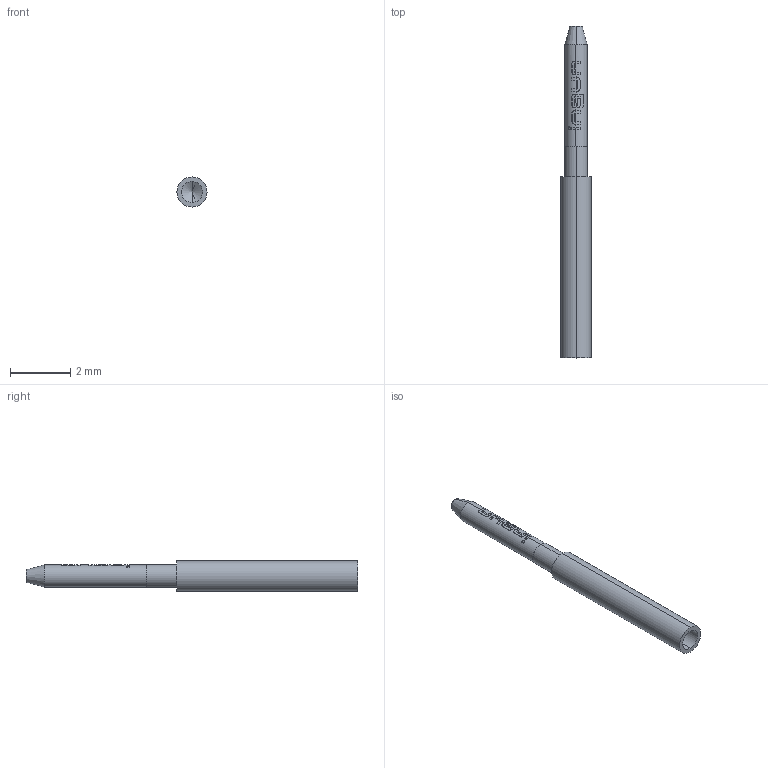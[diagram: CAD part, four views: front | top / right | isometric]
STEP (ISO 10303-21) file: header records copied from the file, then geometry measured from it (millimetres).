
FILE_DESCRIPTION (( 'STEP AP203' ), '1' );
FILE_NAME ('INGUN_SE-111.STEP', '2022-05-18T06:39:32', ( 'ochi' ), ( '' ), 'SwSTEP 2.0', 'SolidWorks 2018', '' );
FILE_SCHEMA (( 'CONFIG_CONTROL_DESIGN' ));
Length unit declared in the file: millimetre
Products named in the file (1): INGUN_SE-111
Bounding box: 1 x 11 x 1 mm (x, y, z)
Volume: 4.8 mm3; surface area: 42.5 mm2
Topology: 1 solids, 1 shells, 87 faces, 242 edges, 159 vertices
Faces by surface type: plane 32, cylinder 27, bspline 24, cone 4
Entity records: 4292 total; most frequent: CARTESIAN_POINT 2430, ORIENTED_EDGE 480, EDGE_CURVE 240, DIRECTION 194, B_SPLINE_CURVE_WITH_KNOTS 192, VERTEX_POINT 159, EDGE_LOOP 91, FACE_OUTER_BOUND 87
